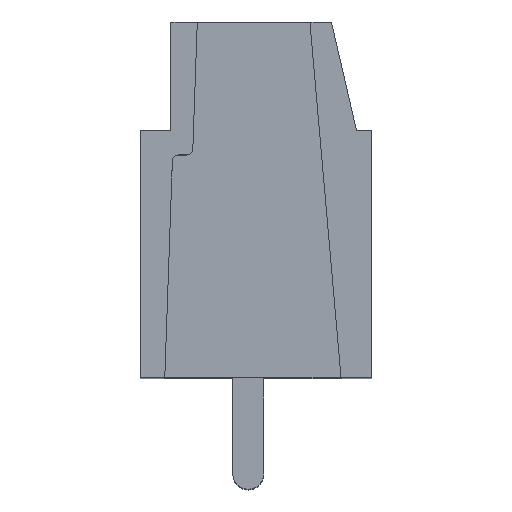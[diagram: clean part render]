
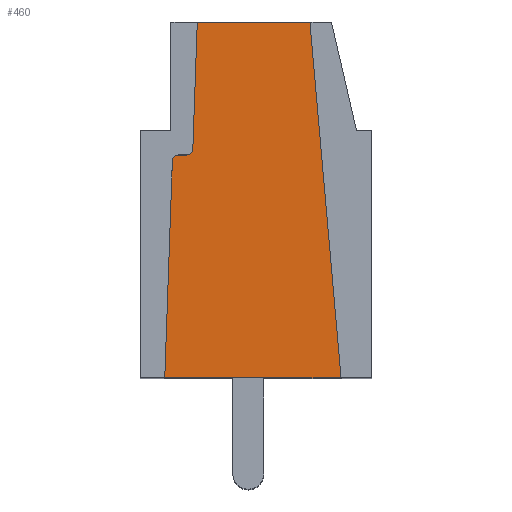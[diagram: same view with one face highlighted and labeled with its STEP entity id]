
A CAD part, top view. The second image highlights one B-rep face of the part: STEP entity #460.
In plain terms, the highlighted planar face has unit normal (0, 0, 1).
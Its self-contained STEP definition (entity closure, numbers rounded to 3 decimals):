
#460 = ADVANCED_FACE( '', ( #1195 ), #1196, .F. );
#1195 = FACE_OUTER_BOUND( '', #2239, .T. );
#1196 = PLANE( '', #2240 );
#2239 = EDGE_LOOP( '', ( #3411, #3412, #3413, #3414, #3415, #3416, #3417, #3418 ) );
#2240 = AXIS2_PLACEMENT_3D( '', #3419, #3420, #3421 );
#3411 = ORIENTED_EDGE( '', *, *, #6713, .T. );
#3412 = ORIENTED_EDGE( '', *, *, #6714, .T. );
#3413 = ORIENTED_EDGE( '', *, *, #6715, .T. );
#3414 = ORIENTED_EDGE( '', *, *, #6716, .F. );
#3415 = ORIENTED_EDGE( '', *, *, #6717, .F. );
#3416 = ORIENTED_EDGE( '', *, *, #6718, .T. );
#3417 = ORIENTED_EDGE( '', *, *, #6719, .T. );
#3418 = ORIENTED_EDGE( '', *, *, #6720, .F. );
#3419 = CARTESIAN_POINT( '', ( -0.959, 2.218, -0.75 ) );
#3420 = DIRECTION( '', ( 0., 0., -1. ) );
#3421 = DIRECTION( '', ( 0., -1., 0. ) );
#6713 = EDGE_CURVE( '', #8181, #8182, #8183, .T. );
#6714 = EDGE_CURVE( '', #8182, #8184, #8185, .T. );
#6715 = EDGE_CURVE( '', #8184, #8186, #8187, .T. );
#6716 = EDGE_CURVE( '', #8188, #8186, #8189, .T. );
#6717 = EDGE_CURVE( '', #8190, #8188, #8191, .T. );
#6718 = EDGE_CURVE( '', #8190, #8192, #8193, .T. );
#6719 = EDGE_CURVE( '', #8192, #8194, #8195, .T. );
#6720 = EDGE_CURVE( '', #8181, #8194, #8196, .T. );
#8181 = VERTEX_POINT( '', #10287 );
#8182 = VERTEX_POINT( '', #10288 );
#8183 = LINE( '', #10289, #10290 );
#8184 = VERTEX_POINT( '', #10291 );
#8185 = LINE( '', #10292, #10293 );
#8186 = VERTEX_POINT( '', #10294 );
#8187 = LINE( '', #10295, #10296 );
#8188 = VERTEX_POINT( '', #10297 );
#8189 = LINE( '', #10298, #10299 );
#8190 = VERTEX_POINT( '', #10300 );
#8191 = CIRCLE( '', #10301, 0.2 );
#8192 = VERTEX_POINT( '', #10302 );
#8193 = LINE( '', #10303, #10304 );
#8194 = VERTEX_POINT( '', #10305 );
#8195 = CIRCLE( '', #10306, 0.2 );
#8196 = LINE( '', #10307, #10308 );
#10287 = CARTESIAN_POINT( '', ( -6.7, 0., -0.75 ) );
#10288 = CARTESIAN_POINT( '', ( -1., 0., -0.75 ) );
#10289 = CARTESIAN_POINT( '', ( -4., 0., -0.75 ) );
#10290 = VECTOR( '', #13097, 1000. );
#10291 = CARTESIAN_POINT( '', ( -2.006, 11.5, -0.75 ) );
#10292 = CARTESIAN_POINT( '', ( -1.194, 2.218, -0.75 ) );
#10293 = VECTOR( '', #13098, 1000. );
#10294 = CARTESIAN_POINT( '', ( -5.65, 11.5, -0.75 ) );
#10295 = CARTESIAN_POINT( '', ( -4., 11.5, -0.75 ) );
#10296 = VECTOR( '', #13099, 1000. );
#10297 = CARTESIAN_POINT( '', ( -5.793, 7.393, -0.75 ) );
#10298 = CARTESIAN_POINT( '', ( -5.974, 2.218, -0.75 ) );
#10299 = VECTOR( '', #13100, 1000. );
#10300 = CARTESIAN_POINT( '', ( -5.993, 7.2, -0.75 ) );
#10301 = AXIS2_PLACEMENT_3D( '', #13101, #13102, #13103 );
#10302 = CARTESIAN_POINT( '', ( -6.255, 7.2, -0.75 ) );
#10303 = CARTESIAN_POINT( '', ( 0., 7.2, -0.75 ) );
#10304 = VECTOR( '', #13104, 1000. );
#10305 = CARTESIAN_POINT( '', ( -6.455, 7.007, -0.75 ) );
#10306 = AXIS2_PLACEMENT_3D( '', #13105, #13106, #13107 );
#10307 = CARTESIAN_POINT( '', ( -6.7, 0., -0.75 ) );
#10308 = VECTOR( '', #13108, 1000. );
#13097 = DIRECTION( '', ( 1., 0., 0. ) );
#13098 = DIRECTION( '', ( -0.087, 0.996, 0. ) );
#13099 = DIRECTION( '', ( -1., 0., 0. ) );
#13100 = DIRECTION( '', ( 0.035, 0.999, 0. ) );
#13101 = CARTESIAN_POINT( '', ( -5.993, 7.4, -0.75 ) );
#13102 = DIRECTION( '', ( 0., 0., 1. ) );
#13103 = DIRECTION( '', ( 1., 0., 0. ) );
#13104 = DIRECTION( '', ( -1., 0., 0. ) );
#13105 = CARTESIAN_POINT( '', ( -6.255, 7., -0.75 ) );
#13106 = DIRECTION( '', ( 0., 0., 1. ) );
#13107 = DIRECTION( '', ( 1., 0., 0. ) );
#13108 = DIRECTION( '', ( 0.035, 0.999, 0. ) );
